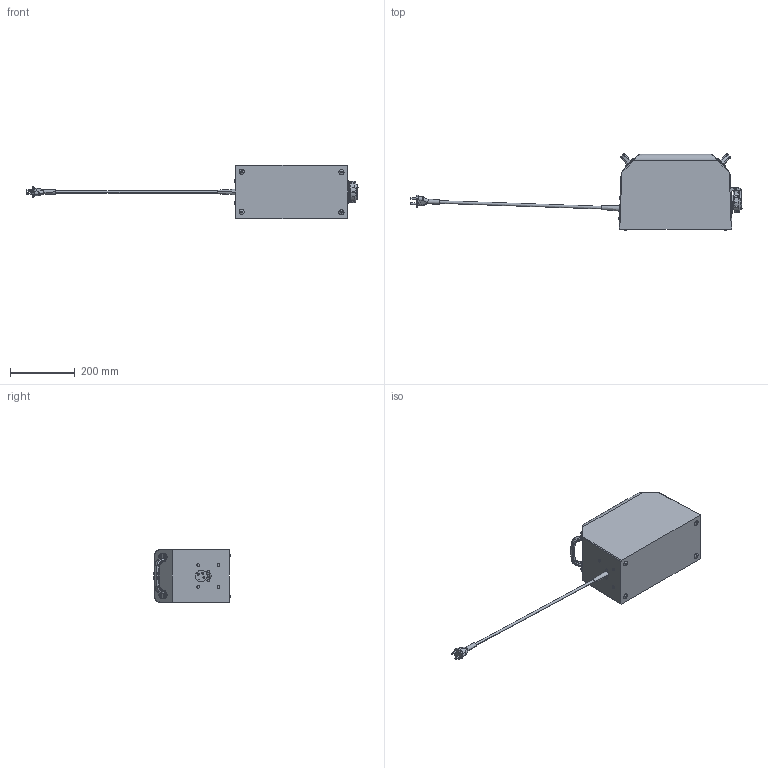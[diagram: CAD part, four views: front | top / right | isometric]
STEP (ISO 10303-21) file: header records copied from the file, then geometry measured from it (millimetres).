
FILE_DESCRIPTION (( 'STEP AP214' ), '1' );
FILE_NAME ('772543.STEP', '2023-09-05T12:44:37', ( '' ), ( '' ), 'SwSTEP 2.0', 'SolidWorks 2018', '' );
FILE_SCHEMA (( 'AUTOMOTIVE_DESIGN' ));
Length unit declared in the file: millimetre
Products named in the file (1): 772543
Bounding box: 1022.19 x 234.34 x 165 mm (x, y, z)
Volume: 12471217.3 mm3; surface area: 397844.2 mm2
Topology: 1 solids, 13 shells, 1012 faces, 2425 edges, 1476 vertices
Faces by surface type: cylinder 421, bspline 272, plane 221, cone 63, torus 31, sphere 4
Entity records: 43844 total; most frequent: CARTESIAN_POINT 22728, ORIENTED_EDGE 4842, DIRECTION 3757, EDGE_CURVE 2421, VERTEX_POINT 1476, AXIS2_PLACEMENT_3D 1450, EDGE_LOOP 1095, FACE_OUTER_BOUND 1012
